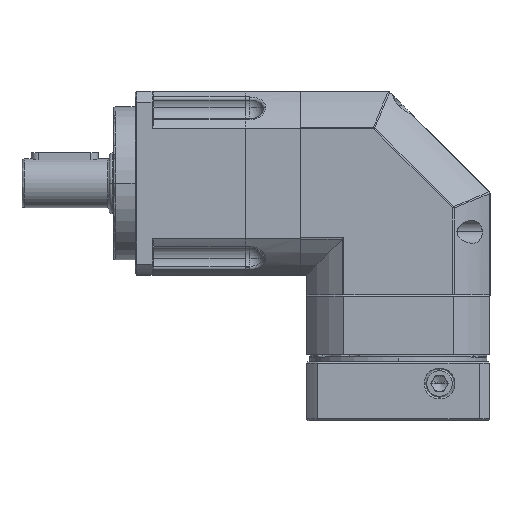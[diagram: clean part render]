
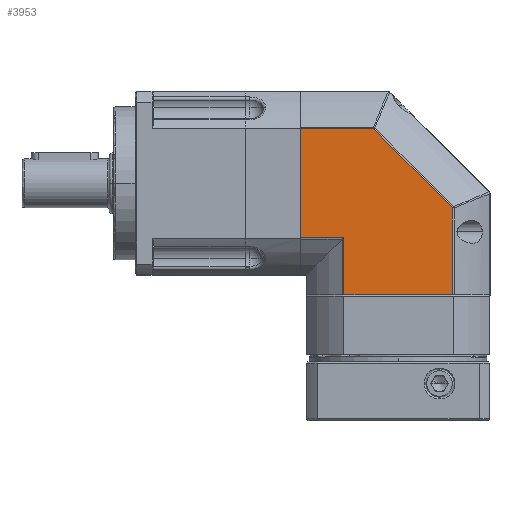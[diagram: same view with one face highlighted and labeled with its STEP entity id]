
A CAD part, top view. The second image highlights one B-rep face of the part: STEP entity #3953.
In plain terms, the highlighted planar face has unit normal (0, 0, 1).
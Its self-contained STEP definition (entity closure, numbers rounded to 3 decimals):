
#541 = EDGE_CURVE ( 'NONE', #17360, #30483, #14821, .T. ) ;
#565 = CARTESIAN_POINT ( 'NONE',  ( -154.372, 24.985, 30. ) ) ;
#2671 = EDGE_LOOP ( 'NONE', ( #8832, #29769, #29371, #27740, #27012, #21913, #9017 ) ) ;
#3313 = DIRECTION ( 'NONE',  ( -1., 0., 0. ) ) ;
#3953 = ADVANCED_FACE ( 'NONE', ( #36768 ), #34916, .T. ) ;
#4013 = CARTESIAN_POINT ( 'NONE',  ( -104.623, 24.985, 30. ) ) ;
#4737 = EDGE_CURVE ( 'NONE', #30483, #33400, #33428, .T. ) ;
#4911 = VERTEX_POINT ( 'NONE', #21949 ) ;
#8832 = ORIENTED_EDGE ( 'NONE', *, *, #541, .T. ) ;
#9017 = ORIENTED_EDGE ( 'NONE', *, *, #36699, .T. ) ;
#9703 = DIRECTION ( 'NONE',  ( 1., 0., 0. ) ) ;
#9894 = CARTESIAN_POINT ( 'NONE',  ( -122.372, 7.237, 30. ) ) ;
#11725 = DIRECTION ( 'NONE',  ( 1., 0., 0. ) ) ;
#11757 = CARTESIAN_POINT ( 'NONE',  ( -152.372, -11.515, 30. ) ) ;
#13025 = EDGE_CURVE ( 'NONE', #33400, #4911, #35082, .T. ) ;
#13096 = DIRECTION ( 'NONE',  ( 0., 1., 0. ) ) ;
#13870 = DIRECTION ( 'NONE',  ( -0.707, 0.707, 0. ) ) ;
#13922 = CARTESIAN_POINT ( 'NONE',  ( -154.372, 42.733, 30. ) ) ;
#14155 = CARTESIAN_POINT ( 'NONE',  ( -104.623, 16.913, 30. ) ) ;
#14491 = VECTOR ( 'NONE', #30317, 1000. ) ;
#14613 = LINE ( 'NONE', #565, #14491 ) ;
#14732 = VECTOR ( 'NONE', #9703, 1000. ) ;
#14821 = LINE ( 'NONE', #9894, #14732 ) ;
#16589 = CARTESIAN_POINT ( 'NONE',  ( -140.12, -11.515, 30. ) ) ;
#16650 = CARTESIAN_POINT ( 'NONE',  ( -104.623, 16.913, 30. ) ) ;
#17360 = VERTEX_POINT ( 'NONE', #17485 ) ;
#17437 = VECTOR ( 'NONE', #13096, 1000. ) ;
#17485 = CARTESIAN_POINT ( 'NONE',  ( -154.372, 7.237, 30. ) ) ;
#17796 = LINE ( 'NONE', #4013, #17437 ) ;
#18612 = VERTEX_POINT ( 'NONE', #13922 ) ;
#21913 = ORIENTED_EDGE ( 'NONE', *, *, #32883, .T. ) ;
#21949 = CARTESIAN_POINT ( 'NONE',  ( -104.623, -11.515, 30. ) ) ;
#24197 = CARTESIAN_POINT ( 'NONE',  ( -122.372, 42.733, 30. ) ) ;
#24971 = CARTESIAN_POINT ( 'NONE',  ( -122.372, 24.985, 30. ) ) ;
#26954 = CARTESIAN_POINT ( 'NONE',  ( -140.12, 24.985, 30. ) ) ;
#26996 = DIRECTION ( 'NONE',  ( 0., -1., 0. ) ) ;
#27012 = ORIENTED_EDGE ( 'NONE', *, *, #31042, .T. ) ;
#27042 = DIRECTION ( 'NONE',  ( 0., 0., 1. ) ) ;
#27044 = EDGE_CURVE ( 'NONE', #4911, #36266, #17796, .T. ) ;
#27740 = ORIENTED_EDGE ( 'NONE', *, *, #27044, .T. ) ;
#29141 = CARTESIAN_POINT ( 'NONE',  ( -130.443, 42.733, 30. ) ) ;
#29371 = ORIENTED_EDGE ( 'NONE', *, *, #13025, .T. ) ;
#29769 = ORIENTED_EDGE ( 'NONE', *, *, #4737, .T. ) ;
#29854 = LINE ( 'NONE', #16650, #36278 ) ;
#30317 = DIRECTION ( 'NONE',  ( 0., -1., 0. ) ) ;
#30483 = VERTEX_POINT ( 'NONE', #37615 ) ;
#30579 = VECTOR ( 'NONE', #3313, 1000. ) ;
#30614 = LINE ( 'NONE', #24197, #30579 ) ;
#31042 = EDGE_CURVE ( 'NONE', #36266, #35276, #29854, .T. ) ;
#32883 = EDGE_CURVE ( 'NONE', #35276, #18612, #30614, .T. ) ;
#33400 = VERTEX_POINT ( 'NONE', #16589 ) ;
#33428 = LINE ( 'NONE', #26954, #33721 ) ;
#33721 = VECTOR ( 'NONE', #26996, 1000. ) ;
#34830 = DIRECTION ( 'NONE',  ( 1., 0., 0. ) ) ;
#34916 = PLANE ( 'NONE',  #35889 ) ;
#34956 = VECTOR ( 'NONE', #11725, 1000. ) ;
#35082 = LINE ( 'NONE', #11757, #34956 ) ;
#35276 = VERTEX_POINT ( 'NONE', #29141 ) ;
#35889 = AXIS2_PLACEMENT_3D ( 'NONE', #24971, #27042, #34830 ) ;
#36266 = VERTEX_POINT ( 'NONE', #14155 ) ;
#36278 = VECTOR ( 'NONE', #13870, 1000. ) ;
#36699 = EDGE_CURVE ( 'NONE', #18612, #17360, #14613, .T. ) ;
#36768 = FACE_OUTER_BOUND ( 'NONE', #2671, .T. ) ;
#37615 = CARTESIAN_POINT ( 'NONE',  ( -140.12, 7.237, 30. ) ) ;
